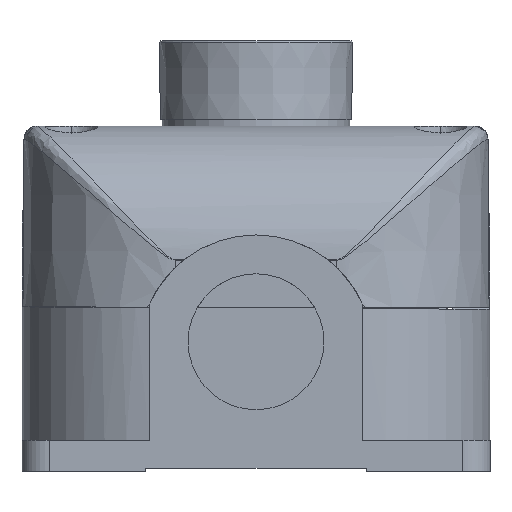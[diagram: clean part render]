
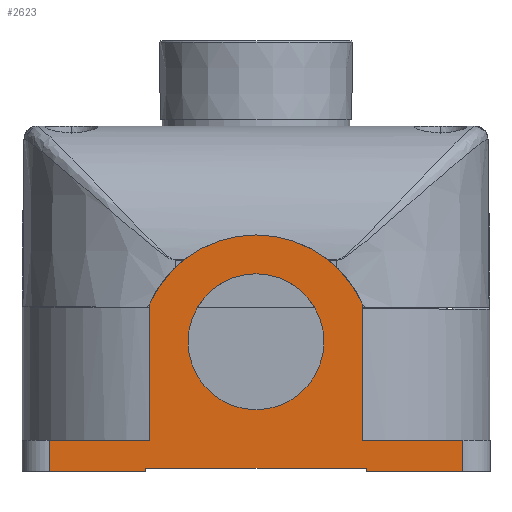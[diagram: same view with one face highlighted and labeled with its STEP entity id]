
A CAD part, left-side view. The second image highlights one B-rep face of the part: STEP entity #2623.
In plain terms, the highlighted planar face has unit normal (-1, 0, 0).
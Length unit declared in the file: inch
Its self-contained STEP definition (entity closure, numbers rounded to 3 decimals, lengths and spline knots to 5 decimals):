
#30 = DIRECTION ( 'NONE',  ( 0., 1., 0. ) ) ;
#155 = LINE ( 'NONE', #7851, #12171 ) ;
#180 = CARTESIAN_POINT ( 'NONE',  ( 0., -2.09241, 0.01969 ) ) ;
#532 = CARTESIAN_POINT ( 'NONE',  ( 0., -2.09241, 0.18898 ) ) ;
#882 = ORIENTED_EDGE ( 'NONE', *, *, #13370, .T. ) ;
#1063 = LINE ( 'NONE', #4947, #1210 ) ;
#1141 = DIRECTION ( 'NONE',  ( 0., 0., -1. ) ) ;
#1210 = VECTOR ( 'NONE', #11554, 39.37008 ) ;
#1542 = ORIENTED_EDGE ( 'NONE', *, *, #5099, .F. ) ;
#1587 = VERTEX_POINT ( 'NONE', #16678 ) ;
#1866 = FACE_BOUND ( 'NONE', #11849, .T. ) ;
#2372 = DIRECTION ( 'NONE',  ( 0., 0., -1. ) ) ;
#2415 = LINE ( 'NONE', #12743, #9872 ) ;
#2420 = ORIENTED_EDGE ( 'NONE', *, *, #4483, .F. ) ;
#2483 = EDGE_CURVE ( 'NONE', #14802, #13175, #7125, .T. ) ;
#2623 = ADVANCED_FACE ( 'NONE', ( #1866, #4320 ), #13296, .T. ) ;
#2919 = ORIENTED_EDGE ( 'NONE', *, *, #9284, .F. ) ;
#2967 = CARTESIAN_POINT ( 'NONE',  ( 0., -2.09241, 0.18898 ) ) ;
#2986 = CARTESIAN_POINT ( 'NONE',  ( 0., -2.68088, 0. ) ) ;
#3239 = DIRECTION ( 'NONE',  ( 0., 0., -1. ) ) ;
#3594 = CARTESIAN_POINT ( 'NONE',  ( 0., -2.0703, 0.18898 ) ) ;
#4034 = DIRECTION ( 'NONE',  ( 0., 0., -1. ) ) ;
#4049 = VECTOR ( 'NONE', #8146, 39.37008 ) ;
#4080 = CIRCLE ( 'NONE', #5433, 0.41339 ) ;
#4267 = CARTESIAN_POINT ( 'NONE',  ( 0., -2.0703, 1.01706 ) ) ;
#4320 = FACE_OUTER_BOUND ( 'NONE', #7724, .T. ) ;
#4426 = CARTESIAN_POINT ( 'NONE',  ( 0., -0.75383, 0.01969 ) ) ;
#4483 = EDGE_CURVE ( 'NONE', #10775, #15713, #4080, .T. ) ;
#4823 = ORIENTED_EDGE ( 'NONE', *, *, #2483, .T. ) ;
#4947 = CARTESIAN_POINT ( 'NONE',  ( 0., -0.77594, 1.01706 ) ) ;
#5099 = EDGE_CURVE ( 'NONE', #11807, #14239, #11936, .T. ) ;
#5340 = CARTESIAN_POINT ( 'NONE',  ( 0., -0.16536, 0.18898 ) ) ;
#5433 = AXIS2_PLACEMENT_3D ( 'NONE', #16098, #9755, #6964 ) ;
#5560 = LINE ( 'NONE', #15878, #12292 ) ;
#5665 = CARTESIAN_POINT ( 'NONE',  ( 0., -1.42312, 1.20079 ) ) ;
#5760 = DIRECTION ( 'NONE',  ( -1., 0., 0. ) ) ;
#6003 = ORIENTED_EDGE ( 'NONE', *, *, #13266, .F. ) ;
#6045 = ORIENTED_EDGE ( 'NONE', *, *, #7392, .F. ) ;
#6138 = EDGE_CURVE ( 'NONE', #14802, #13993, #155, .T. ) ;
#6283 = LINE ( 'NONE', #13683, #8220 ) ;
#6462 = CARTESIAN_POINT ( 'NONE',  ( 0., -2.09241, 0.18898 ) ) ;
#6910 = CARTESIAN_POINT ( 'NONE',  ( 0., -2.0703, 0.18898 ) ) ;
#6946 = CARTESIAN_POINT ( 'NONE',  ( 0., -0.16536, 0. ) ) ;
#6964 = DIRECTION ( 'NONE',  ( 0., 0., -1. ) ) ;
#7125 = LINE ( 'NONE', #532, #15010 ) ;
#7213 = DIRECTION ( 'NONE',  ( -1., 0., 0. ) ) ;
#7392 = EDGE_CURVE ( 'NONE', #13993, #16490, #13404, .T. ) ;
#7479 = EDGE_CURVE ( 'NONE', #15713, #10775, #13513, .T. ) ;
#7486 = LINE ( 'NONE', #16535, #9864 ) ;
#7724 = EDGE_LOOP ( 'NONE', ( #6003, #882, #13371, #11620, #13205, #13167, #10380, #6045, #14857, #4823, #2919, #1542 ) ) ;
#7737 = DIRECTION ( 'NONE',  ( 0., 0., -1. ) ) ;
#7851 = CARTESIAN_POINT ( 'NONE',  ( 0., -2.68088, 0.18898 ) ) ;
#8074 = VERTEX_POINT ( 'NONE', #4426 ) ;
#8146 = DIRECTION ( 'NONE',  ( 0., 1., 0. ) ) ;
#8220 = VECTOR ( 'NONE', #11539, 39.37008 ) ;
#8465 = DIRECTION ( 'NONE',  ( 1., 0., 0. ) ) ;
#8717 = VECTOR ( 'NONE', #7737, 39.37008 ) ;
#8882 = DIRECTION ( 'NONE',  ( 0., 0., -1. ) ) ;
#8930 = CARTESIAN_POINT ( 'NONE',  ( 0., -0.75383, 0. ) ) ;
#9120 = CARTESIAN_POINT ( 'NONE',  ( 0., -2.68088, 0.18898 ) ) ;
#9258 = LINE ( 'NONE', #6462, #12588 ) ;
#9284 = EDGE_CURVE ( 'NONE', #14239, #13175, #14164, .T. ) ;
#9406 = DIRECTION ( 'NONE',  ( 0., 0., 1. ) ) ;
#9510 = DIRECTION ( 'NONE',  ( 0., 1., 0. ) ) ;
#9755 = DIRECTION ( 'NONE',  ( -1., 0., 0. ) ) ;
#9835 = CARTESIAN_POINT ( 'NONE',  ( 0., -1.42312, 0.7874 ) ) ;
#9864 = VECTOR ( 'NONE', #15514, 39.37008 ) ;
#9872 = VECTOR ( 'NONE', #1141, 39.37008 ) ;
#10277 = EDGE_CURVE ( 'NONE', #14583, #8074, #6283, .T. ) ;
#10380 = ORIENTED_EDGE ( 'NONE', *, *, #13049, .T. ) ;
#10775 = VERTEX_POINT ( 'NONE', #5665 ) ;
#11409 = CARTESIAN_POINT ( 'NONE',  ( 0., -2.68088, 0. ) ) ;
#11523 = VECTOR ( 'NONE', #8882, 39.37008 ) ;
#11539 = DIRECTION ( 'NONE',  ( 0., 1., 0. ) ) ;
#11554 = DIRECTION ( 'NONE',  ( 0., 0., 1. ) ) ;
#11620 = ORIENTED_EDGE ( 'NONE', *, *, #16477, .F. ) ;
#11768 = AXIS2_PLACEMENT_3D ( 'NONE', #2967, #5760, #9406 ) ;
#11807 = VERTEX_POINT ( 'NONE', #12650 ) ;
#11849 = EDGE_LOOP ( 'NONE', ( #2420, #12790 ) ) ;
#11927 = VERTEX_POINT ( 'NONE', #6946 ) ;
#11936 = CIRCLE ( 'NONE', #15712, 0.70866 ) ;
#12171 = VECTOR ( 'NONE', #15564, 39.37008 ) ;
#12292 = VECTOR ( 'NONE', #4034, 39.37008 ) ;
#12588 = VECTOR ( 'NONE', #30, 39.37008 ) ;
#12650 = CARTESIAN_POINT ( 'NONE',  ( 0., -0.77594, 1.01706 ) ) ;
#12743 = CARTESIAN_POINT ( 'NONE',  ( 0., -0.75383, 0.18898 ) ) ;
#12790 = ORIENTED_EDGE ( 'NONE', *, *, #7479, .F. ) ;
#13021 = CARTESIAN_POINT ( 'NONE',  ( 0., -0.16536, 0.18898 ) ) ;
#13049 = EDGE_CURVE ( 'NONE', #14583, #16490, #5560, .T. ) ;
#13167 = ORIENTED_EDGE ( 'NONE', *, *, #10277, .F. ) ;
#13175 = VERTEX_POINT ( 'NONE', #6910 ) ;
#13190 = VERTEX_POINT ( 'NONE', #8930 ) ;
#13205 = ORIENTED_EDGE ( 'NONE', *, *, #13328, .F. ) ;
#13266 = EDGE_CURVE ( 'NONE', #1587, #11807, #1063, .T. ) ;
#13296 = PLANE ( 'NONE',  #11768 ) ;
#13328 = EDGE_CURVE ( 'NONE', #8074, #13190, #2415, .T. ) ;
#13370 = EDGE_CURVE ( 'NONE', #1587, #15504, #9258, .T. ) ;
#13371 = ORIENTED_EDGE ( 'NONE', *, *, #16039, .T. ) ;
#13404 = LINE ( 'NONE', #2986, #4049 ) ;
#13513 = CIRCLE ( 'NONE', #15131, 0.41339 ) ;
#13683 = CARTESIAN_POINT ( 'NONE',  ( 0., -2.09241, 0.01969 ) ) ;
#13993 = VERTEX_POINT ( 'NONE', #11409 ) ;
#14164 = LINE ( 'NONE', #3594, #8717 ) ;
#14239 = VERTEX_POINT ( 'NONE', #4267 ) ;
#14477 = CARTESIAN_POINT ( 'NONE',  ( 0., -1.42312, 0.37402 ) ) ;
#14583 = VERTEX_POINT ( 'NONE', #180 ) ;
#14802 = VERTEX_POINT ( 'NONE', #9120 ) ;
#14857 = ORIENTED_EDGE ( 'NONE', *, *, #6138, .F. ) ;
#15010 = VECTOR ( 'NONE', #9510, 39.37008 ) ;
#15131 = AXIS2_PLACEMENT_3D ( 'NONE', #9835, #7213, #3239 ) ;
#15142 = CARTESIAN_POINT ( 'NONE',  ( 0., -1.42312, 0.72835 ) ) ;
#15267 = CARTESIAN_POINT ( 'NONE',  ( 0., -2.09241, 0. ) ) ;
#15387 = LINE ( 'NONE', #13021, #11523 ) ;
#15504 = VERTEX_POINT ( 'NONE', #5340 ) ;
#15514 = DIRECTION ( 'NONE',  ( 0., 1., 0. ) ) ;
#15564 = DIRECTION ( 'NONE',  ( 0., 0., -1. ) ) ;
#15712 = AXIS2_PLACEMENT_3D ( 'NONE', #15142, #8465, #2372 ) ;
#15713 = VERTEX_POINT ( 'NONE', #14477 ) ;
#15878 = CARTESIAN_POINT ( 'NONE',  ( 0., -2.09241, 0.18898 ) ) ;
#16039 = EDGE_CURVE ( 'NONE', #15504, #11927, #15387, .T. ) ;
#16098 = CARTESIAN_POINT ( 'NONE',  ( 0., -1.42312, 0.7874 ) ) ;
#16477 = EDGE_CURVE ( 'NONE', #13190, #11927, #7486, .T. ) ;
#16490 = VERTEX_POINT ( 'NONE', #15267 ) ;
#16535 = CARTESIAN_POINT ( 'NONE',  ( 0., -0.75383, 0. ) ) ;
#16678 = CARTESIAN_POINT ( 'NONE',  ( 0., -0.77594, 0.18898 ) ) ;
